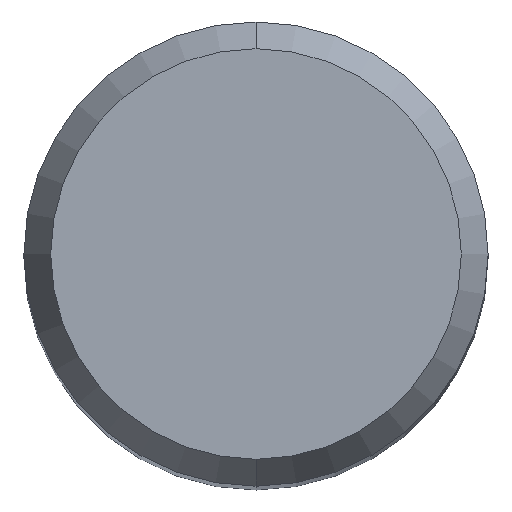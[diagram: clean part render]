
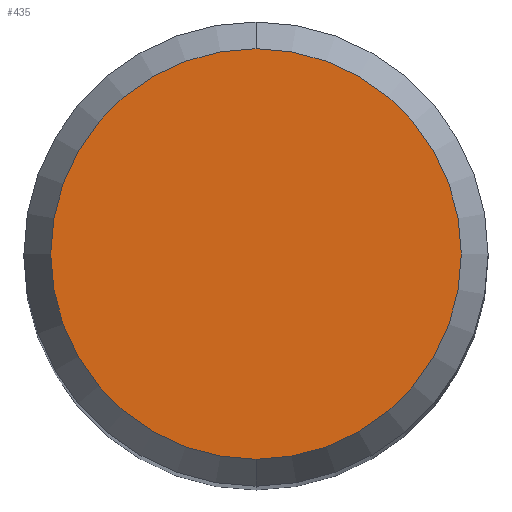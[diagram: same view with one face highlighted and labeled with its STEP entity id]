
A CAD part, top view. The second image highlights one B-rep face of the part: STEP entity #435.
In plain terms, the highlighted planar face has unit normal (0, 0, 1).
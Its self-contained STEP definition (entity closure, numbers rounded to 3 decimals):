
#263=EDGE_CURVE('',#279,#413,#560,.T.);
#279=VERTEX_POINT('',#577);
#375=EDGE_CURVE('',#413,#279,#689,.T.);
#413=VERTEX_POINT('',#729);
#435=ADVANCED_FACE('',(#753),#754,.T.);
#560=CIRCLE('',#1047,4.423);
#577=CARTESIAN_POINT('',(0.,-4.423,47.134));
#689=CIRCLE('',#1290,4.423);
#729=CARTESIAN_POINT('',(0.0,4.423,47.134));
#753=FACE_OUTER_BOUND('',#1404,.T.);
#754=PLANE('',#1405);
#1047=AXIS2_PLACEMENT_3D('',#1501,#1502,#1503);
#1290=AXIS2_PLACEMENT_3D('',#1675,#1676,#1677);
#1404=EDGE_LOOP('',(#1743,#1744));
#1405=AXIS2_PLACEMENT_3D('',#1745,#1746,#1747);
#1501=CARTESIAN_POINT('',(0.0,0.0,47.134));
#1502=DIRECTION('',(0.0,0.0,-1.0));
#1503=DIRECTION('',(0.0,1.0,0.0));
#1675=CARTESIAN_POINT('',(0.0,0.0,47.134));
#1676=DIRECTION('',(0.0,0.0,-1.0));
#1677=DIRECTION('',(0.0,1.0,0.0));
#1743=ORIENTED_EDGE('',*,*,#375,.F.);
#1744=ORIENTED_EDGE('',*,*,#263,.F.);
#1745=CARTESIAN_POINT('',(0.0,2.211,47.134));
#1746=DIRECTION('',(-0.0,0.0,1.0));
#1747=DIRECTION('',(0.0,-1.0,0.0));
